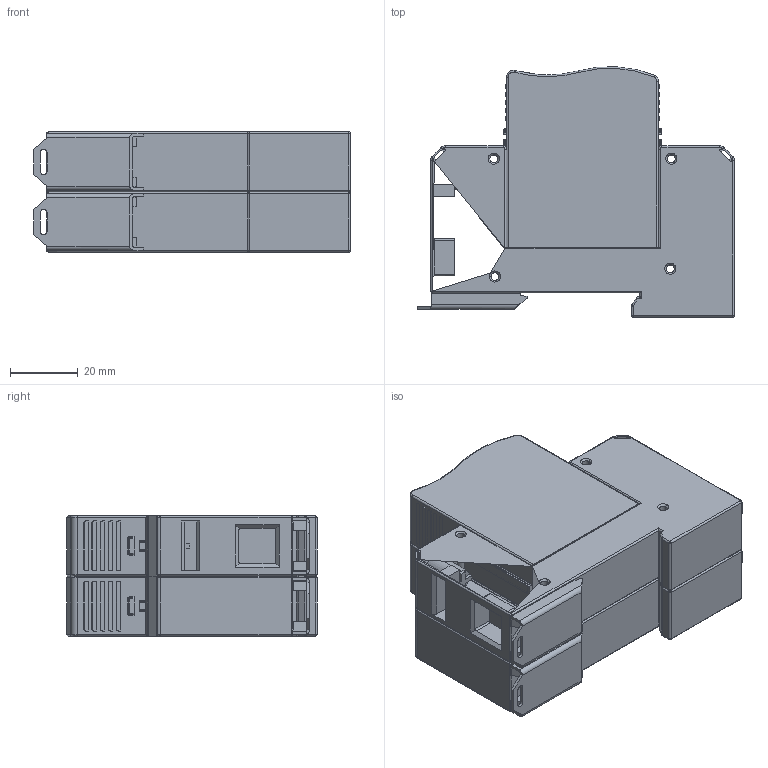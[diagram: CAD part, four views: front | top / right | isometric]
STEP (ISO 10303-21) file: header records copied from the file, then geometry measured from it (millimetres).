
FILE_DESCRIPTION((''),'2;1');
FILE_NAME('IZ506_507_ETITEC_B_2P0_ASM','2020-12-22T',('marketing.praksa'),('Audax d.o.o.'),'CREO PARAMETRIC BY PTC INC, 2017480','CREO PARAMETRIC BY PTC INC, 2017480','');
FILE_SCHEMA(('AUTOMOTIVE_DESIGN { 1 0 10303 214 1 1 1 1 }'));
Length unit declared in the file: millimetre
Products named in the file (21): BAZA_1TE_B2S_BREZ_PE_20_1_2_1; BAZA_1TE_B2S_BREZ_PE_20_1_2_2; BAZA_1TE_B2S_BREZ_PE_20_1_2_3; BAZA_1TE_B2S_BREZ_PE_20_1_2_ASM; BAZA_1TE_B2S_ZASKOK_20_1_2_1; BAZA_1TE_B2S_ZASKOK_20_1_2_2; BAZA_1TE_B2S_ZASKOK_20_1_2_3; BAZA_1TE_B2S_ZASKOK_20_1_2_ASM; MODUL_OUTER_S_SHAPE_B2S_10_1__7; OUTER_2TE_S_B2S_ASM_4_1_ASM; TMP_DWG_65_1_1_1_2_1_2_3_4; TMP_DWG_65_1_2_1_2_1_2_3_4; TMP_DWG_65_1_3_1_2_1_2_3_4; ASM0008_1_2_3_ASM; ASM0007_ASM; TMP_DWG_65_1_1_1_2_1_2_3_4_5; TMP_DWG_65_1_2_1_2_1_2_3_4_5; TMP_DWG_65_1_3_1_2_1_2_3_4_5; ASM0008_1_2_3_4_ASM; ASM0009_ASM; IZ506_507_ETITEC_B_2P0_ASM
Assembly tree (21 placements, depth 4):
  IZ506_507_ETITEC_B_2P0_ASM
    OUTER_2TE_S_B2S_ASM_4_1_ASM
      BAZA_1TE_B2S_BREZ_PE_20_1_2_ASM
        BAZA_1TE_B2S_BREZ_PE_20_1_2_1
        BAZA_1TE_B2S_BREZ_PE_20_1_2_2
        BAZA_1TE_B2S_BREZ_PE_20_1_2_3
      BAZA_1TE_B2S_ZASKOK_20_1_2_ASM
        BAZA_1TE_B2S_ZASKOK_20_1_2_1
        BAZA_1TE_B2S_ZASKOK_20_1_2_2
        BAZA_1TE_B2S_ZASKOK_20_1_2_3
      MODUL_OUTER_S_SHAPE_B2S_10_1__7  x2
    ASM0007_ASM
      ASM0008_1_2_3_ASM
        TMP_DWG_65_1_1_1_2_1_2_3_4
        TMP_DWG_65_1_2_1_2_1_2_3_4
        TMP_DWG_65_1_3_1_2_1_2_3_4
    ASM0009_ASM
      ASM0008_1_2_3_4_ASM
        TMP_DWG_65_1_1_1_2_1_2_3_4_5
        TMP_DWG_65_1_2_1_2_1_2_3_4_5
        TMP_DWG_65_1_3_1_2_1_2_3_4_5
Bounding box: 93.9 x 74.14 x 35.6 mm (x, y, z)
Volume: 178070.5 mm3; surface area: 49675.1 mm2
Topology: 14 solids, 14 shells, 1167 faces, 3130 edges, 2020 vertices
Faces by surface type: plane 655, cylinder 374, torus 54, cone 40, sphere 28, bspline 16
Entity records: 46138 total; most frequent: CARTESIAN_POINT 6391, DIRECTION 5227, ORIENTED_EDGE 5212, PRESENTATION_STYLE_ASSIGNMENT 3295, STYLED_ITEM 3207, EDGE_CURVE 2606, CURVE_STYLE 2318, AXIS2_PLACEMENT_3D 1772
